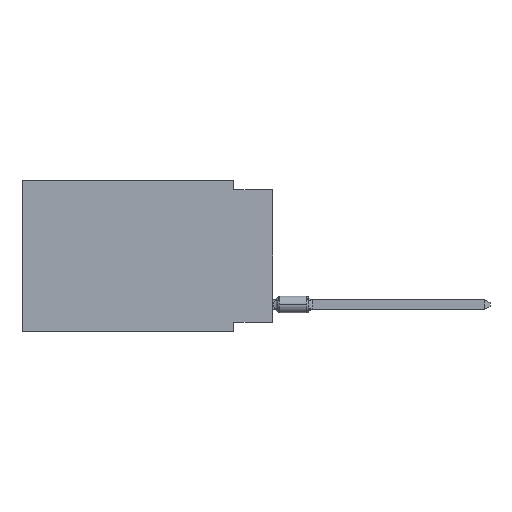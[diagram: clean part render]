
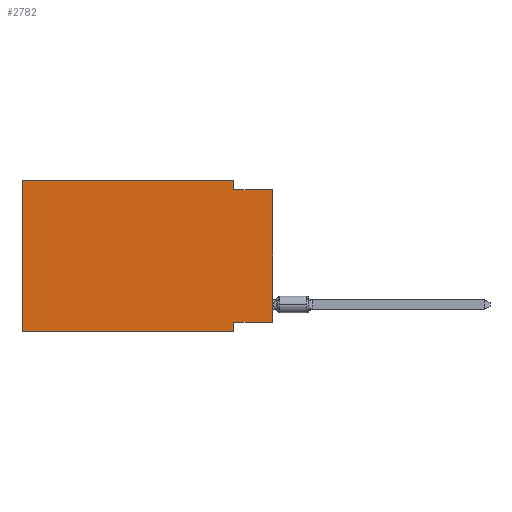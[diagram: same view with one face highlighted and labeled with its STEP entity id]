
A CAD part, left-side view. The second image highlights one B-rep face of the part: STEP entity #2782.
In plain terms, the highlighted planar face has unit normal (-1, 0, 0).
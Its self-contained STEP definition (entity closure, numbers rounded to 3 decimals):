
#226 = LINE ( 'NONE', #5395, #2525 ) ;
#339 = ORIENTED_EDGE ( 'NONE', *, *, #3326, .F. ) ;
#541 = VECTOR ( 'NONE', #9993, 1000. ) ;
#1717 = CARTESIAN_POINT ( 'NONE',  ( 0., 2.54, -9.906 ) ) ;
#2258 = VERTEX_POINT ( 'NONE', #16601 ) ;
#2473 = ORIENTED_EDGE ( 'NONE', *, *, #5678, .F. ) ;
#2525 = VECTOR ( 'NONE', #16036, 1000. ) ;
#2543 = VECTOR ( 'NONE', #8527, 1000. ) ;
#2628 = PLANE ( 'NONE',  #10995 ) ;
#2782 = ADVANCED_FACE ( 'NONE', ( #14172 ), #2628, .F. ) ;
#3191 = LINE ( 'NONE', #8419, #9826 ) ;
#3326 = EDGE_CURVE ( 'NONE', #6546, #13445, #6698, .T. ) ;
#3389 = CARTESIAN_POINT ( 'NONE',  ( 0., 16.383, 0. ) ) ;
#3914 = VECTOR ( 'NONE', #9614, 1000. ) ;
#4168 = CARTESIAN_POINT ( 'NONE',  ( 0., 0., -0.635 ) ) ;
#4186 = LINE ( 'NONE', #9236, #8786 ) ;
#4394 = ORIENTED_EDGE ( 'NONE', *, *, #12093, .T. ) ;
#4490 = CARTESIAN_POINT ( 'NONE',  ( 0., 0., 0. ) ) ;
#5174 = DIRECTION ( 'NONE',  ( 1., 0., 0. ) ) ;
#5395 = CARTESIAN_POINT ( 'NONE',  ( 0., 16.383, 0. ) ) ;
#5678 = EDGE_CURVE ( 'NONE', #16434, #8830, #9946, .T. ) ;
#5972 = EDGE_CURVE ( 'NONE', #2258, #9411, #226, .T. ) ;
#6519 = ORIENTED_EDGE ( 'NONE', *, *, #13563, .F. ) ;
#6546 = VERTEX_POINT ( 'NONE', #13435 ) ;
#6698 = LINE ( 'NONE', #7992, #3914 ) ;
#6830 = DIRECTION ( 'NONE',  ( 0., 1., 0. ) ) ;
#6883 = VECTOR ( 'NONE', #13644, 1000. ) ;
#7055 = CARTESIAN_POINT ( 'NONE',  ( 0., 0., -0.635 ) ) ;
#7325 = LINE ( 'NONE', #3389, #2543 ) ;
#7992 = CARTESIAN_POINT ( 'NONE',  ( 0., 2.54, -9.906 ) ) ;
#8202 = DIRECTION ( 'NONE',  ( 0., -1., 0. ) ) ;
#8404 = VERTEX_POINT ( 'NONE', #10918 ) ;
#8419 = CARTESIAN_POINT ( 'NONE',  ( 0., 2.54, 0. ) ) ;
#8488 = DIRECTION ( 'NONE',  ( 0., 0., -1. ) ) ;
#8527 = DIRECTION ( 'NONE',  ( 0., -1., 0. ) ) ;
#8786 = VECTOR ( 'NONE', #6830, 1000. ) ;
#8830 = VERTEX_POINT ( 'NONE', #7055 ) ;
#9236 = CARTESIAN_POINT ( 'NONE',  ( 0., 0., -9.271 ) ) ;
#9411 = VERTEX_POINT ( 'NONE', #15943 ) ;
#9497 = EDGE_LOOP ( 'NONE', ( #16487, #2473, #14960, #6519, #13921, #4394, #339, #11414 ) ) ;
#9614 = DIRECTION ( 'NONE',  ( 0., 0., -1. ) ) ;
#9803 = EDGE_CURVE ( 'NONE', #8404, #6546, #4186, .T. ) ;
#9826 = VECTOR ( 'NONE', #8488, 1000. ) ;
#9946 = LINE ( 'NONE', #4168, #10151 ) ;
#9993 = DIRECTION ( 'NONE',  ( 0., -1., 0. ) ) ;
#10111 = CARTESIAN_POINT ( 'NONE',  ( 0., 2.54, 0. ) ) ;
#10151 = VECTOR ( 'NONE', #8202, 1000. ) ;
#10319 = EDGE_CURVE ( 'NONE', #8404, #8830, #11211, .T. ) ;
#10397 = VERTEX_POINT ( 'NONE', #10111 ) ;
#10398 = DIRECTION ( 'NONE',  ( 0., 0., -1. ) ) ;
#10918 = CARTESIAN_POINT ( 'NONE',  ( 0., 0., -9.271 ) ) ;
#10995 = AXIS2_PLACEMENT_3D ( 'NONE', #14348, #5174, #10398 ) ;
#11211 = LINE ( 'NONE', #4490, #6883 ) ;
#11261 = CARTESIAN_POINT ( 'NONE',  ( 0., 16.383, -9.906 ) ) ;
#11414 = ORIENTED_EDGE ( 'NONE', *, *, #9803, .F. ) ;
#11801 = CARTESIAN_POINT ( 'NONE',  ( 0., 2.54, -0.635 ) ) ;
#12093 = EDGE_CURVE ( 'NONE', #2258, #13445, #12720, .T. ) ;
#12720 = LINE ( 'NONE', #11261, #541 ) ;
#13435 = CARTESIAN_POINT ( 'NONE',  ( 0., 2.54, -9.271 ) ) ;
#13445 = VERTEX_POINT ( 'NONE', #1717 ) ;
#13563 = EDGE_CURVE ( 'NONE', #9411, #10397, #7325, .T. ) ;
#13644 = DIRECTION ( 'NONE',  ( 0., 0., 1. ) ) ;
#13921 = ORIENTED_EDGE ( 'NONE', *, *, #5972, .F. ) ;
#14172 = FACE_OUTER_BOUND ( 'NONE', #9497, .T. ) ;
#14348 = CARTESIAN_POINT ( 'NONE',  ( 0., 16.383, 0. ) ) ;
#14360 = EDGE_CURVE ( 'NONE', #10397, #16434, #3191, .T. ) ;
#14960 = ORIENTED_EDGE ( 'NONE', *, *, #14360, .F. ) ;
#15943 = CARTESIAN_POINT ( 'NONE',  ( 0., 16.383, 0. ) ) ;
#16036 = DIRECTION ( 'NONE',  ( 0., 0., 1. ) ) ;
#16434 = VERTEX_POINT ( 'NONE', #11801 ) ;
#16487 = ORIENTED_EDGE ( 'NONE', *, *, #10319, .T. ) ;
#16601 = CARTESIAN_POINT ( 'NONE',  ( 0., 16.383, -9.906 ) ) ;
